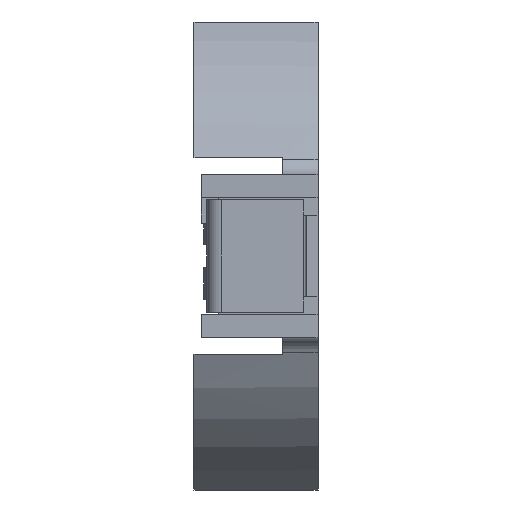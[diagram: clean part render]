
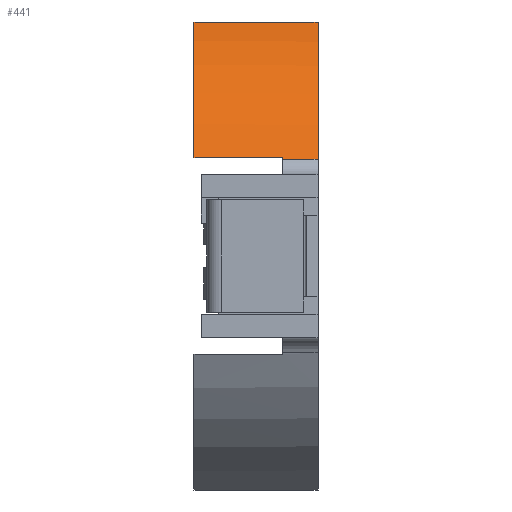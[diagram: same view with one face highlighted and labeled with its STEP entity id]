
A CAD part, left-side view. The second image highlights one B-rep face of the part: STEP entity #441.
In plain terms, the highlighted cylindrical face has radius 11.2 mm (diameter 22.4 mm), a partial arc.
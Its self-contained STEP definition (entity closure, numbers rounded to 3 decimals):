
#4 = VERTEX_POINT ( 'NONE', #7941 ) ;
#176 = CARTESIAN_POINT ( 'NONE',  ( -5.044, 5.3, 10. ) ) ;
#263 = CIRCLE ( 'NONE', #3657, 11.2 ) ;
#385 = VERTEX_POINT ( 'NONE', #420 ) ;
#420 = CARTESIAN_POINT ( 'NONE',  ( -10.41, 0., 4.131 ) ) ;
#441 = ADVANCED_FACE ( 'NONE', ( #7944 ), #5512, .T. ) ;
#504 = CARTESIAN_POINT ( 'NONE',  ( 0., 5.3, 0. ) ) ;
#540 = CIRCLE ( 'NONE', #2629, 11.2 ) ;
#614 = EDGE_LOOP ( 'NONE', ( #6918, #4539, #6496, #7757, #2312, #6478, #4234 ) ) ;
#660 = VERTEX_POINT ( 'NONE', #5337 ) ;
#1056 = CARTESIAN_POINT ( 'NONE',  ( -10.383, 5.3, 4.2 ) ) ;
#1116 = DIRECTION ( 'NONE',  ( 0., 0., -1. ) ) ;
#1407 = CARTESIAN_POINT ( 'NONE',  ( 0., 5.3, 0. ) ) ;
#1414 = CARTESIAN_POINT ( 'NONE',  ( -5.044, 5.3, 10. ) ) ;
#2025 = DIRECTION ( 'NONE',  ( 0., -1., 0. ) ) ;
#2094 = LINE ( 'NONE', #5744, #2761 ) ;
#2312 = ORIENTED_EDGE ( 'NONE', *, *, #7682, .F. ) ;
#2347 = DIRECTION ( 'NONE',  ( 0., -1., 0. ) ) ;
#2629 = AXIS2_PLACEMENT_3D ( 'NONE', #5764, #5204, #5123 ) ;
#2761 = VECTOR ( 'NONE', #7555, 1000. ) ;
#2945 = VERTEX_POINT ( 'NONE', #1056 ) ;
#3333 = VECTOR ( 'NONE', #2025, 1000. ) ;
#3368 = CARTESIAN_POINT ( 'NONE',  ( -5.044, 1.5, 10. ) ) ;
#3445 = EDGE_CURVE ( 'NONE', #5612, #4, #263, .T. ) ;
#3547 = CARTESIAN_POINT ( 'NONE',  ( -10.383, 1.5, 4.2 ) ) ;
#3657 = AXIS2_PLACEMENT_3D ( 'NONE', #5508, #7939, #4132 ) ;
#3806 = CIRCLE ( 'NONE', #3929, 11.2 ) ;
#3892 = DIRECTION ( 'NONE',  ( 0., -1., 0. ) ) ;
#3929 = AXIS2_PLACEMENT_3D ( 'NONE', #1407, #3892, #1116 ) ;
#3939 = LINE ( 'NONE', #5162, #5102 ) ;
#3958 = EDGE_CURVE ( 'NONE', #5612, #2945, #2094, .T. ) ;
#4132 = DIRECTION ( 'NONE',  ( 0., 0., -1. ) ) ;
#4234 = ORIENTED_EDGE ( 'NONE', *, *, #3958, .F. ) ;
#4306 = VERTEX_POINT ( 'NONE', #3368 ) ;
#4313 = EDGE_CURVE ( 'NONE', #385, #4, #3939, .T. ) ;
#4539 = ORIENTED_EDGE ( 'NONE', *, *, #4313, .F. ) ;
#4541 = DIRECTION ( 'NONE',  ( 0., 1., 0. ) ) ;
#4618 = AXIS2_PLACEMENT_3D ( 'NONE', #504, #2347, #8021 ) ;
#4786 = EDGE_CURVE ( 'NONE', #7086, #2945, #3806, .T. ) ;
#5034 = LINE ( 'NONE', #1414, #3333 ) ;
#5102 = VECTOR ( 'NONE', #4541, 1000. ) ;
#5123 = DIRECTION ( 'NONE',  ( 0., 0., -1. ) ) ;
#5162 = CARTESIAN_POINT ( 'NONE',  ( -10.41, 5.3, 4.131 ) ) ;
#5204 = DIRECTION ( 'NONE',  ( 0., -1., 0. ) ) ;
#5337 = CARTESIAN_POINT ( 'NONE',  ( -5.044, 0., 10. ) ) ;
#5508 = CARTESIAN_POINT ( 'NONE',  ( 0., 1.5, 0. ) ) ;
#5512 = CYLINDRICAL_SURFACE ( 'NONE', #4618, 11.2 ) ;
#5612 = VERTEX_POINT ( 'NONE', #3547 ) ;
#5744 = CARTESIAN_POINT ( 'NONE',  ( -10.383, 1.5, 4.2 ) ) ;
#5757 = LINE ( 'NONE', #176, #7111 ) ;
#5764 = CARTESIAN_POINT ( 'NONE',  ( 0., 0., 0. ) ) ;
#5767 = CARTESIAN_POINT ( 'NONE',  ( -5.044, 5.3, 10. ) ) ;
#5800 = DIRECTION ( 'NONE',  ( 0., -1., 0. ) ) ;
#5919 = EDGE_CURVE ( 'NONE', #660, #385, #540, .T. ) ;
#6478 = ORIENTED_EDGE ( 'NONE', *, *, #4786, .T. ) ;
#6496 = ORIENTED_EDGE ( 'NONE', *, *, #5919, .F. ) ;
#6918 = ORIENTED_EDGE ( 'NONE', *, *, #3445, .T. ) ;
#7086 = VERTEX_POINT ( 'NONE', #5767 ) ;
#7111 = VECTOR ( 'NONE', #5800, 1000. ) ;
#7555 = DIRECTION ( 'NONE',  ( 0., 1., 0. ) ) ;
#7682 = EDGE_CURVE ( 'NONE', #7086, #4306, #5034, .T. ) ;
#7757 = ORIENTED_EDGE ( 'NONE', *, *, #7942, .F. ) ;
#7939 = DIRECTION ( 'NONE',  ( 0., -1., 0. ) ) ;
#7941 = CARTESIAN_POINT ( 'NONE',  ( -10.41, 1.5, 4.131 ) ) ;
#7942 = EDGE_CURVE ( 'NONE', #4306, #660, #5757, .T. ) ;
#7944 = FACE_OUTER_BOUND ( 'NONE', #614, .T. ) ;
#8021 = DIRECTION ( 'NONE',  ( 0., 0., 1. ) ) ;
